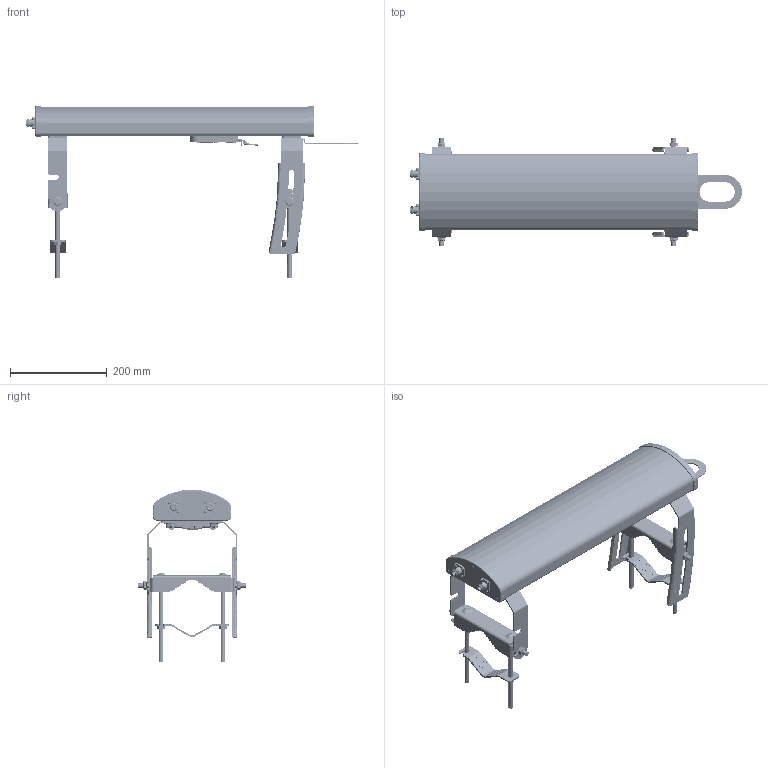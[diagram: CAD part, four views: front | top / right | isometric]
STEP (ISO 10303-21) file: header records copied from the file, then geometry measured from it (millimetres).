
FILE_DESCRIPTION (( 'STEP AP214' ), '1' );
FILE_NAME ('KPP-5DP45S-45_3D.STEP', '2021-01-12T17:54:44', ( '' ), ( '' ), 'SwSTEP 2.0', 'SolidWorks 2018', '' );
FILE_SCHEMA (( 'AUTOMOTIVE_DESIGN' ));
Length unit declared in the file: millimetre
Products named in the file (1): KPP-5DP45S-45_3D
Bounding box: 687.35 x 223.44 x 357.34 mm (x, y, z)
Volume: 1097181.3 mm3; surface area: 867031.2 mm2
Topology: 86 solids, 86 shells, 4900 faces, 13844 edges, 9433 vertices
Faces by surface type: plane 2016, cylinder 1369, bspline 1305, cone 210
Entity records: 354690 total; most frequent: CARTESIAN_POINT 186896, ORIENTED_EDGE 27592, DIRECTION 17653, EDGE_CURVE 13796, VERTEX_POINT 9433, VECTOR 6065, LINE 6065, AXIS2_PLACEMENT_3D 5794
